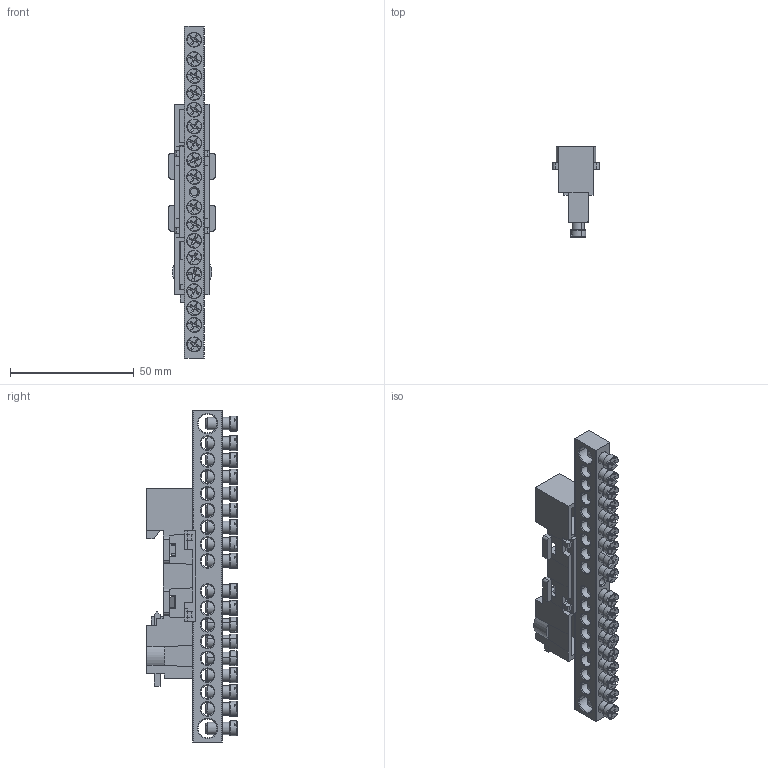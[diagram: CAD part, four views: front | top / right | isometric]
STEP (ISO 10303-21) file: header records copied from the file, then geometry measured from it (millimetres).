
FILE_DESCRIPTION (( 'STEP AP214' ), '1' );
FILE_NAME ('KSN-8 8õ12-18.STEP', '2023-11-22T08:34:46', ( '' ), ( '' ), 'SwSTEP 2.0', 'SolidWorks 2022', '' );
FILE_SCHEMA (( 'AUTOMOTIVE_DESIGN' ));
Length unit declared in the file: millimetre
Products named in the file (8): защелка UH_каталог; UHBT-4-8x12.18.00; SHBT-01 02 8х12; UHBT-4-8x12.18.01; Винт М4х8; Подставка универсалM1_Каталог_2016_100А; Винт М5х10_20140212; KSN-8 8х12-18
Assembly tree (24 placements, depth 3):
  KSN-8 8х12-18
    Подставка универсалM1_Каталог_2016_100А
    защелка UH_каталог
    SHBT-01 02 8х12
    Винт М4х8
    UHBT-4-8x12.18.00
      UHBT-4-8x12.18.01
      Винт М5х10_20140212  x18
Bounding box: 18.8 x 36.6 x 134.2 mm (x, y, z)
Volume: 21892.8 mm3; surface area: 23235.4 mm2
Topology: 23 solids, 23 shells, 1474 faces, 4050 edges, 2587 vertices
Faces by surface type: plane 777, cone 283, cylinder 246, torus 166, bspline 2
Entity records: 22231 total; most frequent: CARTESIAN_POINT 4953, ORIENTED_EDGE 3540, DIRECTION 3335, EDGE_CURVE 1770, VECTOR 1151, LINE 1151, VERTEX_POINT 1142, AXIS2_PLACEMENT_3D 1092
